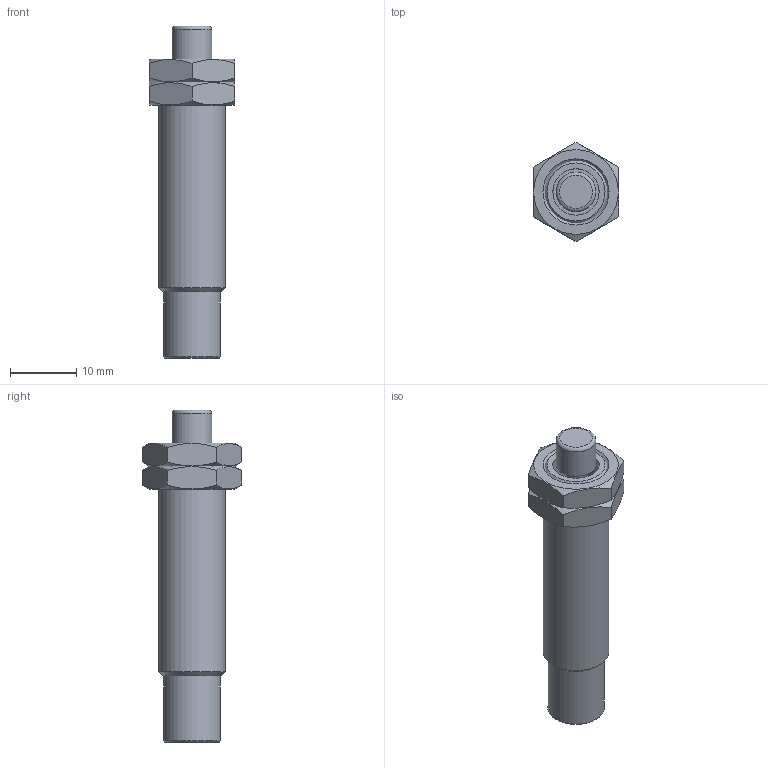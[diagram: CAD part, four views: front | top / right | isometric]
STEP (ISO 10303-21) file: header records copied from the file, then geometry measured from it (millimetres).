
FILE_DESCRIPTION(/* description */ ('STEP AP214'),/* implementation_level */ '2;1');
FILE_NAME(/* name */ '8179968_DYSS-7-5-Y1F-F1A',/* time_stamp */ '2024-08-23T16:25:45+02:00',/* author */ ('License CC BY-ND 4.0'),/* organization */ ('CADENAS'),/* preprocessor_version */ 'ST-DEVELOPER v19.3',/* originating_system */ 'PARTsolutions',/* authorisation */ ' ');
FILE_SCHEMA (('AUTOMOTIVE_DESIGN {1 0 10303 214 3 1 1}'));
Length unit declared in the file: millimetre
Products named in the file (3): 8179968 DYSS-7-5-Y1F-F1A---(1_0_3.5_0); 8119979 DYSS-7-5-Y1F-F1A---(1_0_3.5); 396998 YSRW M10X1-3.5-13
Assembly tree (3 placements, depth 2):
  8179968 DYSS-7-5-Y1F-F1A---(1_0_3.5_0)
    8119979 DYSS-7-5-Y1F-F1A---(1_0_3.5)
    396998 YSRW M10X1-3.5-13  x2
Bounding box: 13 x 15.01 x 50.2 mm (x, y, z)
Volume: 3764.2 mm3; surface area: 2744.2 mm2
Topology: 3 solids, 3 shells, 52 faces, 109 edges, 70 vertices
Faces by surface type: plane 31, cone 11, cylinder 9, torus 1
Full cylindrical faces by diameter (mm): 3 x1, 6 x1, 6.5 x1, 7 x1, 7.3 x1, 8.6 x1, 8.917 x2, 10 x1
Entity records: 1021 total; most frequent: CARTESIAN_POINT 199, DIRECTION 158, ORIENTED_EDGE 120, AXIS2_PLACEMENT_3D 67, EDGE_LOOP 64, FACE_BOUND 64, EDGE_CURVE 60, VERTEX_POINT 48
